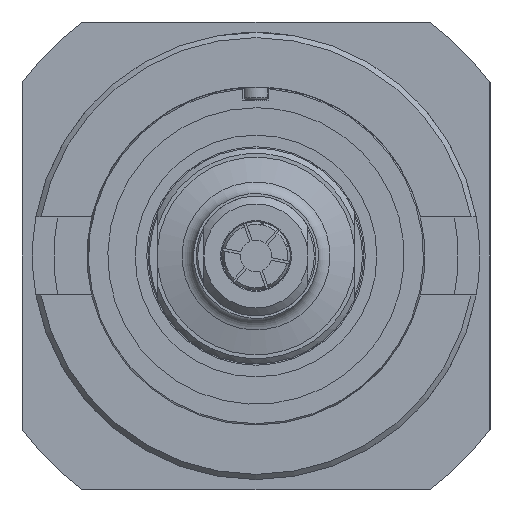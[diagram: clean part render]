
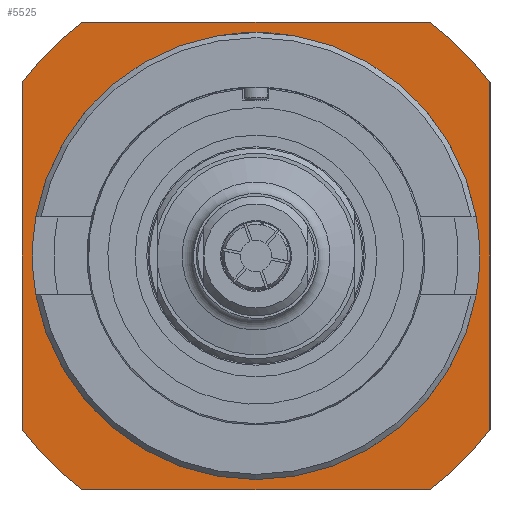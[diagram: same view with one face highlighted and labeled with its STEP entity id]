
A CAD part, left-side view. The second image highlights one B-rep face of the part: STEP entity #5525.
In plain terms, the highlighted planar face has unit normal (-1, 0, 0).
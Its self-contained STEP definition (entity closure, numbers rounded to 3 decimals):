
#549=FACE_BOUND('',#1189,.T.);
#849=FACE_OUTER_BOUND('',#1188,.T.);
#1188=EDGE_LOOP('',(#4594,#4595,#4596,#4597,#4598,#4599,#4600,#4601));
#1189=EDGE_LOOP('',(#4602,#4603));
#1550=CIRCLE('',#6087,56.);
#1551=CIRCLE('',#6089,56.);
#1552=CIRCLE('',#6091,56.);
#1556=CIRCLE('',#6097,56.);
#1557=CIRCLE('',#6098,43.);
#1558=CIRCLE('',#6099,43.);
#1847=LINE('',#9331,#2145);
#1852=LINE('',#9344,#2150);
#1857=LINE('',#9357,#2155);
#1869=LINE('',#9408,#2167);
#2145=VECTOR('',#7284,10.);
#2150=VECTOR('',#7295,10.);
#2155=VECTOR('',#7306,10.);
#2167=VECTOR('',#7360,10.);
#2600=VERTEX_POINT('',#9329);
#2601=VERTEX_POINT('',#9330);
#2605=VERTEX_POINT('',#9342);
#2606=VERTEX_POINT('',#9343);
#2610=VERTEX_POINT('',#9355);
#2611=VERTEX_POINT('',#9356);
#2628=VERTEX_POINT('',#9406);
#2629=VERTEX_POINT('',#9407);
#2637=VERTEX_POINT('',#9438);
#2638=VERTEX_POINT('',#9439);
#3281=EDGE_CURVE('',#2600,#2601,#1847,.T.);
#3287=EDGE_CURVE('',#2605,#2606,#1852,.T.);
#3293=EDGE_CURVE('',#2610,#2611,#1857,.T.);
#3317=EDGE_CURVE('',#2628,#2629,#1869,.T.);
#3327=EDGE_CURVE('',#2610,#2606,#1550,.T.);
#3328=EDGE_CURVE('',#2628,#2611,#1551,.T.);
#3329=EDGE_CURVE('',#2600,#2629,#1552,.T.);
#3333=EDGE_CURVE('',#2605,#2601,#1556,.T.);
#3334=EDGE_CURVE('',#2637,#2638,#1557,.T.);
#3335=EDGE_CURVE('',#2638,#2637,#1558,.T.);
#4594=ORIENTED_EDGE('',*,*,#3281,.T.);
#4595=ORIENTED_EDGE('',*,*,#3333,.F.);
#4596=ORIENTED_EDGE('',*,*,#3287,.T.);
#4597=ORIENTED_EDGE('',*,*,#3327,.F.);
#4598=ORIENTED_EDGE('',*,*,#3293,.T.);
#4599=ORIENTED_EDGE('',*,*,#3328,.F.);
#4600=ORIENTED_EDGE('',*,*,#3317,.T.);
#4601=ORIENTED_EDGE('',*,*,#3329,.F.);
#4602=ORIENTED_EDGE('',*,*,#3334,.T.);
#4603=ORIENTED_EDGE('',*,*,#3335,.T.);
#5273=PLANE('',#6096);
#5525=ADVANCED_FACE('',(#849,#549),#5273,.T.);
#6087=AXIS2_PLACEMENT_3D('',#9424,#7380,#7381);
#6089=AXIS2_PLACEMENT_3D('',#9426,#7384,#7385);
#6091=AXIS2_PLACEMENT_3D('',#9428,#7388,#7389);
#6096=AXIS2_PLACEMENT_3D('',#9436,#7398,#7399);
#6097=AXIS2_PLACEMENT_3D('',#9437,#7400,#7401);
#6098=AXIS2_PLACEMENT_3D('',#9440,#7402,#7403);
#6099=AXIS2_PLACEMENT_3D('',#9441,#7404,#7405);
#7284=DIRECTION('',(0.,0.,1.));
#7295=DIRECTION('',(0.,1.,0.));
#7306=DIRECTION('',(0.,0.,-1.));
#7360=DIRECTION('',(0.,-1.,0.));
#7380=DIRECTION('center_axis',(1.,0.,0.));
#7381=DIRECTION('ref_axis',(0.,0.,1.));
#7384=DIRECTION('center_axis',(1.,0.,0.));
#7385=DIRECTION('ref_axis',(0.,0.,1.));
#7388=DIRECTION('center_axis',(1.,0.,0.));
#7389=DIRECTION('ref_axis',(0.,0.,1.));
#7398=DIRECTION('center_axis',(-1.,0.,0.));
#7399=DIRECTION('ref_axis',(0.,-1.,0.));
#7400=DIRECTION('center_axis',(1.,0.,0.));
#7401=DIRECTION('ref_axis',(0.,0.,1.));
#7402=DIRECTION('center_axis',(1.,0.,0.));
#7403=DIRECTION('ref_axis',(0.,1.,0.));
#7404=DIRECTION('center_axis',(1.,0.,0.));
#7405=DIRECTION('ref_axis',(0.,1.,0.));
#9329=CARTESIAN_POINT('',(0.,-45.,-33.332));
#9330=CARTESIAN_POINT('',(0.,-45.,33.332));
#9331=CARTESIAN_POINT('',(0.,-45.,36.5));
#9342=CARTESIAN_POINT('',(0.,-33.332,45.));
#9343=CARTESIAN_POINT('',(0.,33.332,45.));
#9344=CARTESIAN_POINT('',(0.,22.5,45.));
#9355=CARTESIAN_POINT('',(0.,45.,33.332));
#9356=CARTESIAN_POINT('',(0.,45.,-33.332));
#9357=CARTESIAN_POINT('',(0.,45.,-8.5));
#9406=CARTESIAN_POINT('',(0.,33.332,-45.));
#9407=CARTESIAN_POINT('',(0.,-33.332,-45.));
#9408=CARTESIAN_POINT('',(0.,-22.5,-45.));
#9424=CARTESIAN_POINT('Origin',(0.,0.,
0.));
#9426=CARTESIAN_POINT('Origin',(0.,0.,
0.));
#9428=CARTESIAN_POINT('Origin',(0.,0.,
0.));
#9436=CARTESIAN_POINT('Origin',(0.,0.,
28.));
#9437=CARTESIAN_POINT('Origin',(0.,0.,
0.));
#9438=CARTESIAN_POINT('',(0.,43.,0.));
#9439=CARTESIAN_POINT('',(0.,-43.,0.));
#9440=CARTESIAN_POINT('Origin',(0.,0.,
0.));
#9441=CARTESIAN_POINT('Origin',(0.,0.,
0.));
